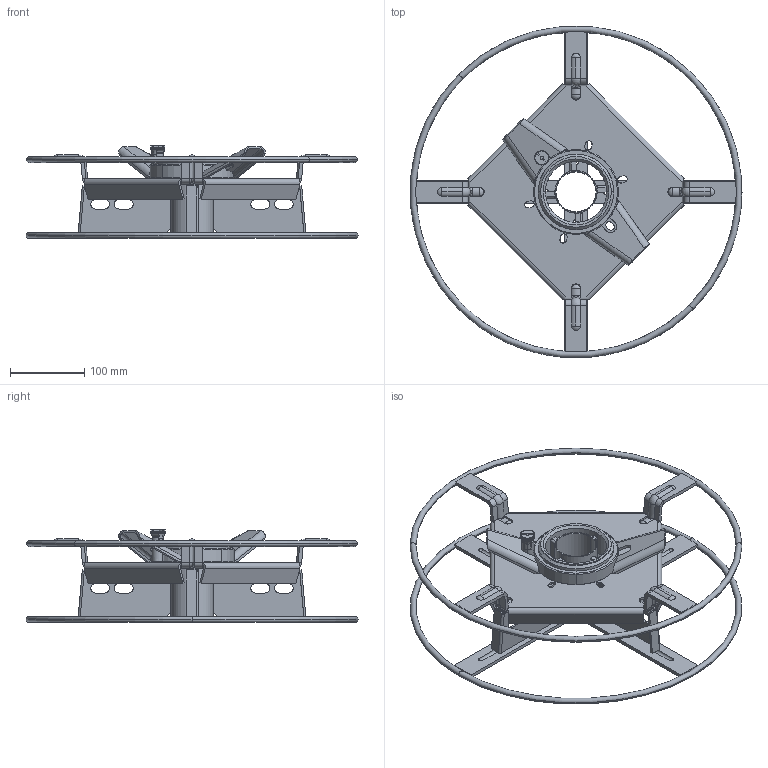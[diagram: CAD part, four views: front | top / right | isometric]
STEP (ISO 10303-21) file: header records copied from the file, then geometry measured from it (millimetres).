
FILE_DESCRIPTION (( 'STEP AP214' ), '1' );
FILE_NAME ('SubArc Wire Reel - 108008.STEP', '2015-12-17T21:37:38', ( 'ITS' ), ( 'ITW Welding Group' ), 'SwSTEP 2.0', 'SolidWorks 2015', '' );
FILE_SCHEMA (( 'AUTOMOTIVE_DESIGN' ));
Length unit declared in the file: inch
Products named in the file (1): SubArc Wire Reel - 108008
Bounding box: 447.68 x 447.68 x 125.24 mm (x, y, z)
Volume: 801966.8 mm3; surface area: 484205.3 mm2
Topology: 23 solids, 23 shells, 1130 faces, 2924 edges, 1832 vertices
Faces by surface type: plane 592, cylinder 373, torus 69, bspline 40, sphere 32, cone 24
Entity records: 51271 total; most frequent: CARTESIAN_POINT 9351, ORIENTED_EDGE 5784, DIRECTION 5421, EDGE_CURVE 2892, AXIS2_PLACEMENT_3D 1922, VERTEX_POINT 1816, LINE 1577, VECTOR 1577
